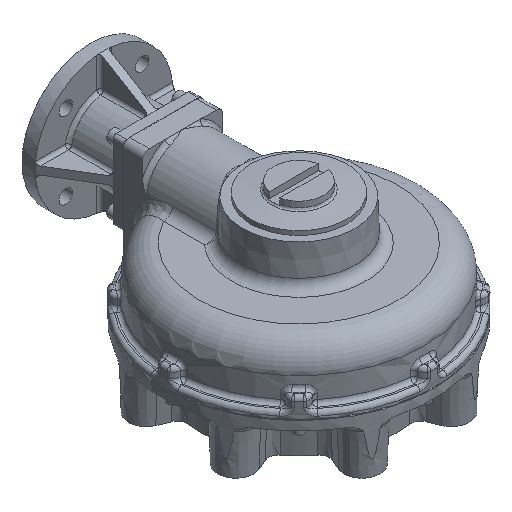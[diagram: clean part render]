
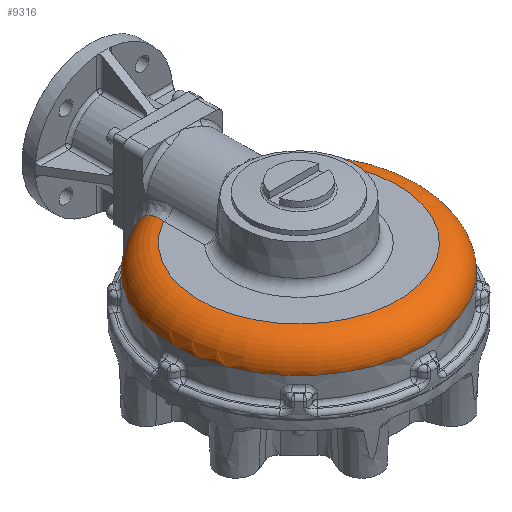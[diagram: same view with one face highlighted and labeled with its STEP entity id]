
A CAD part, isometric view. The second image highlights one B-rep face of the part: STEP entity #9316.
In plain terms, the highlighted toroidal (fillet/blend) face has major radius 151.5 mm and minor radius 40 mm.
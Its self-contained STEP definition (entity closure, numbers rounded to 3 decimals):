
#405=B_SPLINE_CURVE_WITH_KNOTS('',3,(#30238,#30239,#30240,#30241,#30242,
#30243,#30244,#30245),.UNSPECIFIED.,.F.,.F.,(4,1,1,1,1,4),(0.035,
0.043,0.048,0.052,0.06,
0.068),.UNSPECIFIED.);
#408=B_SPLINE_CURVE_WITH_KNOTS('',3,(#30331,#30332,#30333,#30334,#30335,
#30336,#30337),.UNSPECIFIED.,.F.,.F.,(4,1,1,1,4),(0.,0.008,
0.017,0.025,0.034),.UNSPECIFIED.);
#411=B_SPLINE_CURVE_WITH_KNOTS('',3,(#30435,#30436,#30437,#30438,#30439,
#30440,#30441,#30442),.UNSPECIFIED.,.F.,.F.,(4,1,1,1,1,4),(0.,0.009,
0.013,0.017,0.026,0.034),
 .UNSPECIFIED.);
#413=B_SPLINE_CURVE_WITH_KNOTS('',3,(#30564,#30565,#30566,#30567,#30568,
#30569,#30570,#30571,#30572),.UNSPECIFIED.,.F.,.F.,(4,1,1,1,1,1,4),(0.,
0.008,0.013,0.017,0.021,
0.025,0.034),.UNSPECIFIED.);
#512=TOROIDAL_SURFACE('',#13198,151.5,40.);
#4109=ORIENTED_EDGE('',*,*,#5633,.F.);
#4110=ORIENTED_EDGE('',*,*,#5609,.T.);
#4111=ORIENTED_EDGE('',*,*,#5605,.T.);
#4112=ORIENTED_EDGE('',*,*,#5634,.F.);
#4113=ORIENTED_EDGE('',*,*,#5623,.T.);
#4114=ORIENTED_EDGE('',*,*,#5620,.T.);
#5605=EDGE_CURVE('',#6510,#6508,#405,.T.);
#5609=EDGE_CURVE('',#6512,#6510,#408,.T.);
#5620=EDGE_CURVE('',#6516,#6515,#411,.T.);
#5623=EDGE_CURVE('',#6518,#6516,#413,.T.);
#5633=EDGE_CURVE('',#6512,#6515,#7151,.T.);
#5634=EDGE_CURVE('',#6518,#6508,#7152,.F.);
#6508=VERTEX_POINT('',#30141);
#6510=VERTEX_POINT('',#30227);
#6512=VERTEX_POINT('',#30317);
#6515=VERTEX_POINT('',#30348);
#6516=VERTEX_POINT('',#30421);
#6518=VERTEX_POINT('',#30552);
#7151=CIRCLE('',#13199,151.5);
#7152=CIRCLE('',#13200,191.5);
#7855=EDGE_LOOP('',(#4109,#4110,#4111,#4112,#4113,#4114));
#8579=FACE_BOUND('',#7855,.T.);
#9316=ADVANCED_FACE('',(#8579),#512,.T.);
#13198=AXIS2_PLACEMENT_3D('',#30671,#15917,#15918);
#13199=AXIS2_PLACEMENT_3D('',#30672,#15919,#15920);
#13200=AXIS2_PLACEMENT_3D('',#30673,#15921,#15922);
#15917=DIRECTION('',(0.,0.,1.));
#15918=DIRECTION('',(-1.,0.,0.));
#15919=DIRECTION('',(0.,0.,1.));
#15920=DIRECTION('',(-1.,0.,0.));
#15921=DIRECTION('',(0.,0.,1.));
#15922=DIRECTION('',(-1.,0.,0.));
#30141=CARTESIAN_POINT('',(-70.479,-3.916,-40.3));
#30227=CARTESIAN_POINT('',(-71.894,-18.352,-10.991));
#30238=CARTESIAN_POINT('',(-71.894,-18.352,-10.991));
#30239=CARTESIAN_POINT('',(-71.661,-16.151,-12.776));
#30240=CARTESIAN_POINT('',(-71.359,-13.172,-15.734));
#30241=CARTESIAN_POINT('',(-71.036,-9.87,-20.24));
#30242=CARTESIAN_POINT('',(-70.765,-7.027,-25.187));
#30243=CARTESIAN_POINT('',(-70.542,-4.612,-31.752));
#30244=CARTESIAN_POINT('',(-70.479,-3.916,-37.45));
#30245=CARTESIAN_POINT('',(-70.479,-3.916,-40.3));
#30317=CARTESIAN_POINT('',(-74.565,-50.095,-0.3));
#30331=CARTESIAN_POINT('',(-74.565,-50.095,-0.3));
#30332=CARTESIAN_POINT('',(-74.145,-47.244,-0.3));
#30333=CARTESIAN_POINT('',(-73.45,-41.599,-0.688));
#30334=CARTESIAN_POINT('',(-72.815,-33.338,-2.572));
#30335=CARTESIAN_POINT('',(-72.429,-25.33,-5.993));
#30336=CARTESIAN_POINT('',(-72.13,-20.591,-9.175));
#30337=CARTESIAN_POINT('',(-71.894,-18.352,-10.991));
#30348=CARTESIAN_POINT('',(74.565,-50.095,-0.3));
#30421=CARTESIAN_POINT('',(71.894,-18.352,-10.991));
#30435=CARTESIAN_POINT('',(71.894,-18.352,-10.991));
#30436=CARTESIAN_POINT('',(72.129,-20.584,-9.181));
#30437=CARTESIAN_POINT('',(72.354,-24.133,-6.804));
#30438=CARTESIAN_POINT('',(72.616,-29.24,-4.318));
#30439=CARTESIAN_POINT('',(72.916,-34.634,-2.283));
#30440=CARTESIAN_POINT('',(73.444,-41.555,-0.69));
#30441=CARTESIAN_POINT('',(74.145,-47.248,-0.3));
#30442=CARTESIAN_POINT('',(74.565,-50.095,-0.3));
#30552=CARTESIAN_POINT('',(70.479,-3.916,-40.3));
#30564=CARTESIAN_POINT('',(70.479,-3.916,-40.3));
#30565=CARTESIAN_POINT('',(70.479,-3.916,-37.454));
#30566=CARTESIAN_POINT('',(70.524,-4.414,-33.281));
#30567=CARTESIAN_POINT('',(70.675,-6.052,-27.841));
#30568=CARTESIAN_POINT('',(70.833,-7.737,-23.954));
#30569=CARTESIAN_POINT('',(71.032,-9.825,-20.31));
#30570=CARTESIAN_POINT('',(71.359,-13.177,-15.717));
#30571=CARTESIAN_POINT('',(71.663,-16.171,-12.76));
#30572=CARTESIAN_POINT('',(71.894,-18.352,-10.991));
#30671=CARTESIAN_POINT('',(0.,-181.975,-40.3));
#30672=CARTESIAN_POINT('',(0.,-181.975,-0.3));
#30673=CARTESIAN_POINT('',(0.,-181.975,-40.3));
